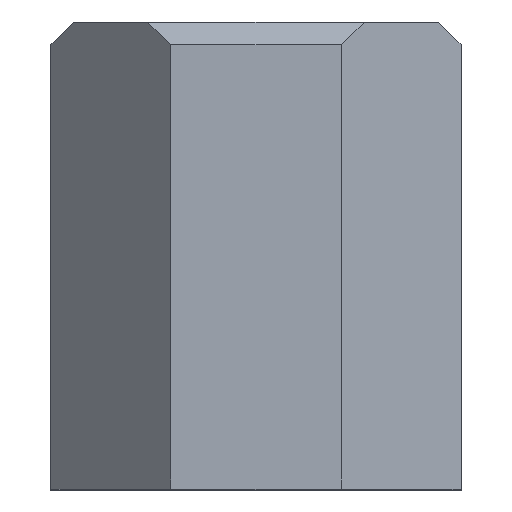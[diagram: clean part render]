
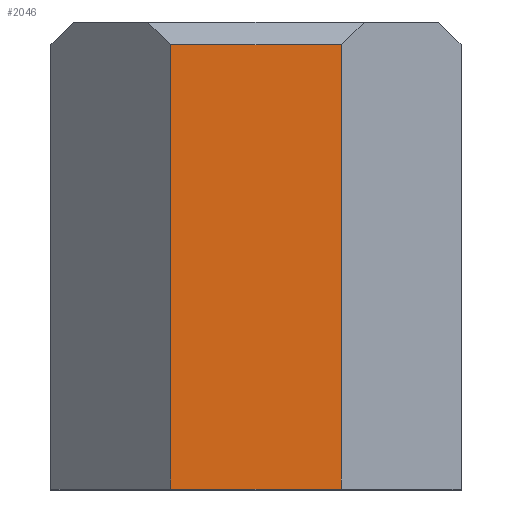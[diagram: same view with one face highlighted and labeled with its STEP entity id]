
A CAD part, top view. The second image highlights one B-rep face of the part: STEP entity #2046.
In plain terms, the highlighted planar face has unit normal (0, 0, 1).
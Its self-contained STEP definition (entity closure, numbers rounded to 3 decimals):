
#83=LINE('',#2821,#234);
#88=LINE('',#2831,#239);
#89=LINE('',#2834,#240);
#90=LINE('',#2835,#241);
#234=VECTOR('',#2354,1000.);
#239=VECTOR('',#2361,1000.);
#240=VECTOR('',#2362,1000.);
#241=VECTOR('',#2363,1000.);
#410=ORIENTED_EDGE('',*,*,#827,.F.);
#411=ORIENTED_EDGE('',*,*,#828,.T.);
#412=ORIENTED_EDGE('',*,*,#822,.T.);
#413=ORIENTED_EDGE('',*,*,#829,.T.);
#822=EDGE_CURVE('',#1031,#1032,#83,.T.);
#827=EDGE_CURVE('',#1035,#1036,#88,.T.);
#828=EDGE_CURVE('',#1035,#1031,#89,.T.);
#829=EDGE_CURVE('',#1032,#1036,#90,.T.);
#1031=VERTEX_POINT('',#2822);
#1032=VERTEX_POINT('',#2823);
#1035=VERTEX_POINT('',#2832);
#1036=VERTEX_POINT('',#2833);
#1189=EDGE_LOOP('',(#410,#411,#412,#413));
#1294=FACE_BOUND('',#1189,.T.);
#1395=PLANE('',#2155);
#2046=ADVANCED_FACE('',(#1294),#1395,.F.);
#2155=AXIS2_PLACEMENT_3D('',#2830,#2359,#2360);
#2354=DIRECTION('',(0.,-1.,0.));
#2359=DIRECTION('',(0.,0.,-1.));
#2360=DIRECTION('',(-1.,0.,0.));
#2361=DIRECTION('',(0.,-1.,0.));
#2362=DIRECTION('',(-1.,0.,0.));
#2363=DIRECTION('',(1.,0.,0.));
#2821=CARTESIAN_POINT('',(-7.5,41.,18.));
#2822=CARTESIAN_POINT('',(-7.5,39.,18.));
#2823=CARTESIAN_POINT('',(-7.5,0.,18.));
#2830=CARTESIAN_POINT('',(-7.5,41.,18.));
#2831=CARTESIAN_POINT('',(7.5,41.,18.));
#2832=CARTESIAN_POINT('',(7.5,39.,18.));
#2833=CARTESIAN_POINT('',(7.5,0.,18.));
#2834=CARTESIAN_POINT('',(18.,39.,18.));
#2835=CARTESIAN_POINT('',(-7.5,0.,18.));
